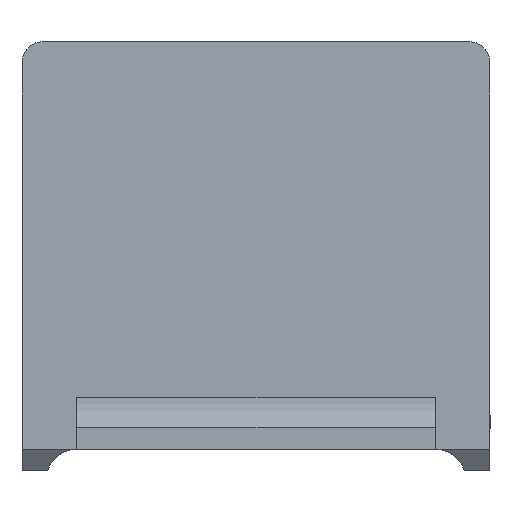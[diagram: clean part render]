
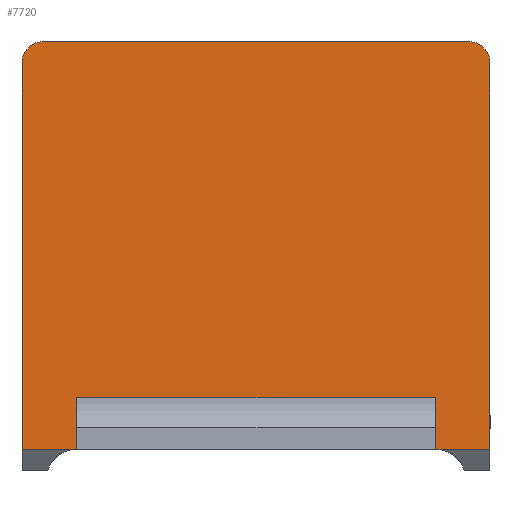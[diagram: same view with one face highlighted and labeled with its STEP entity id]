
A CAD part, left-side view. The second image highlights one B-rep face of the part: STEP entity #7720.
In plain terms, the highlighted planar face has unit normal (-1, 0, 0).
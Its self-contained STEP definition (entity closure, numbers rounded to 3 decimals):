
#281=AXIS2_PLACEMENT_3D('Circle Axis2P3D',#279,#280,$) ;
#993=AXIS2_PLACEMENT_3D('Circle Axis2P3D',#991,#992,$) ;
#1307=AXIS2_PLACEMENT_3D('Circle Axis2P3D',#1305,#1306,$) ;
#1996=AXIS2_PLACEMENT_3D('Circle Axis2P3D',#1994,#1995,$) ;
#7704=AXIS2_PLACEMENT_3D('Plane Axis2P3D',#7701,#7702,#7703) ;
#54=CARTESIAN_POINT('Line Origine',(1.05,11.,3.4)) ;
#58=CARTESIAN_POINT('Vertex',(1.05,19.425,3.4)) ;
#60=CARTESIAN_POINT('Vertex',(1.05,2.575,3.4)) ;
#100=CARTESIAN_POINT('Vertex',(1.05,19.425,1.)) ;
#115=CARTESIAN_POINT('Line Origine',(1.05,19.425,2.2)) ;
#157=CARTESIAN_POINT('Line Origine',(1.05,2.575,2.2)) ;
#161=CARTESIAN_POINT('Vertex',(1.05,2.575,0.999)) ;
#276=CARTESIAN_POINT('Vertex',(1.05,2.34,0.975)) ;
#279=CARTESIAN_POINT('Axis2P3D Location',(1.05,2.614,-0.5)) ;
#358=CARTESIAN_POINT('Vertex',(1.05,0.,0.975)) ;
#361=CARTESIAN_POINT('Line Origine',(1.05,1.17,0.975)) ;
#398=CARTESIAN_POINT('Vertex',(1.05,0.,19.15)) ;
#401=CARTESIAN_POINT('Line Origine',(1.05,0.,10.062)) ;
#988=CARTESIAN_POINT('Vertex',(1.05,1.,20.15)) ;
#991=CARTESIAN_POINT('Axis2P3D Location',(1.05,1.,19.15)) ;
#1019=CARTESIAN_POINT('Vertex',(1.05,21.,20.15)) ;
#1022=CARTESIAN_POINT('Line Origine',(1.05,11.,20.15)) ;
#1302=CARTESIAN_POINT('Vertex',(1.05,22.,19.15)) ;
#1305=CARTESIAN_POINT('Axis2P3D Location',(1.05,21.,19.15)) ;
#1335=CARTESIAN_POINT('Vertex',(1.05,22.,0.975)) ;
#1338=CARTESIAN_POINT('Line Origine',(1.05,22.,10.062)) ;
#1916=CARTESIAN_POINT('Line Origine',(1.05,20.83,0.975)) ;
#1920=CARTESIAN_POINT('Vertex',(1.05,19.66,0.975)) ;
#1994=CARTESIAN_POINT('Axis2P3D Location',(1.05,19.386,-0.5)) ;
#7701=CARTESIAN_POINT('Axis2P3D Location',(1.05,11.,0.)) ;
#55=DIRECTION('Vector Direction',(0.,-1.,0.)) ;
#116=DIRECTION('Vector Direction',(0.,0.,-1.)) ;
#158=DIRECTION('Vector Direction',(0.,0.,-1.)) ;
#280=DIRECTION('Axis2P3D Direction',(-1.,0.,0.)) ;
#362=DIRECTION('Vector Direction',(0.,1.,0.)) ;
#402=DIRECTION('Vector Direction',(0.,0.,1.)) ;
#992=DIRECTION('Axis2P3D Direction',(-1.,0.,0.)) ;
#1023=DIRECTION('Vector Direction',(0.,1.,0.)) ;
#1306=DIRECTION('Axis2P3D Direction',(-1.,0.,0.)) ;
#1339=DIRECTION('Vector Direction',(0.,0.,-1.)) ;
#1917=DIRECTION('Vector Direction',(0.,1.,0.)) ;
#1995=DIRECTION('Axis2P3D Direction',(-1.,0.,0.)) ;
#7702=DIRECTION('Axis2P3D Direction',(-1.,0.,0.)) ;
#7703=DIRECTION('Axis2P3D XDirection',(0.,-1.,0.)) ;
#56=VECTOR('Line Direction',#55,1.) ;
#117=VECTOR('Line Direction',#116,1.) ;
#159=VECTOR('Line Direction',#158,1.) ;
#363=VECTOR('Line Direction',#362,1.) ;
#403=VECTOR('Line Direction',#402,1.) ;
#1024=VECTOR('Line Direction',#1023,1.) ;
#1340=VECTOR('Line Direction',#1339,1.) ;
#1918=VECTOR('Line Direction',#1917,1.) ;
#7707=ORIENTED_EDGE('',*,*,#62,.T.) ;
#7708=ORIENTED_EDGE('',*,*,#163,.F.) ;
#7709=ORIENTED_EDGE('',*,*,#283,.T.) ;
#7710=ORIENTED_EDGE('',*,*,#365,.F.) ;
#7711=ORIENTED_EDGE('',*,*,#405,.T.) ;
#7712=ORIENTED_EDGE('',*,*,#995,.T.) ;
#7713=ORIENTED_EDGE('',*,*,#1026,.T.) ;
#7714=ORIENTED_EDGE('',*,*,#1309,.T.) ;
#7715=ORIENTED_EDGE('',*,*,#1342,.T.) ;
#7716=ORIENTED_EDGE('',*,*,#1922,.F.) ;
#7717=ORIENTED_EDGE('',*,*,#1998,.T.) ;
#7718=ORIENTED_EDGE('',*,*,#119,.T.) ;
#7720=ADVANCED_FACE('V1',(#7719),#7705,.T.) ;
#282=CIRCLE('generated circle',#281,1.5) ;
#994=CIRCLE('generated circle',#993,1.) ;
#1308=CIRCLE('generated circle',#1307,1.) ;
#1997=CIRCLE('generated circle',#1996,1.5) ;
#62=EDGE_CURVE('',#59,#61,#57,.T.) ;
#119=EDGE_CURVE('',#101,#59,#118,.F.) ;
#163=EDGE_CURVE('',#162,#61,#160,.F.) ;
#283=EDGE_CURVE('',#162,#277,#282,.F.) ;
#365=EDGE_CURVE('',#359,#277,#364,.T.) ;
#405=EDGE_CURVE('',#359,#399,#404,.T.) ;
#995=EDGE_CURVE('',#399,#989,#994,.T.) ;
#1026=EDGE_CURVE('',#989,#1020,#1025,.T.) ;
#1309=EDGE_CURVE('',#1020,#1303,#1308,.T.) ;
#1342=EDGE_CURVE('',#1303,#1336,#1341,.T.) ;
#1922=EDGE_CURVE('',#1921,#1336,#1919,.T.) ;
#1998=EDGE_CURVE('',#1921,#101,#1997,.F.) ;
#7706=EDGE_LOOP('',(#7707,#7708,#7709,#7710,#7711,#7712,#7713,#7714,#7715,#7716,#7717,#7718)) ;
#7719=FACE_OUTER_BOUND('',#7706,.T.) ;
#57=LINE('Line',#54,#56) ;
#118=LINE('Line',#115,#117) ;
#160=LINE('Line',#157,#159) ;
#364=LINE('Line',#361,#363) ;
#404=LINE('Line',#401,#403) ;
#1025=LINE('Line',#1022,#1024) ;
#1341=LINE('Line',#1338,#1340) ;
#1919=LINE('Line',#1916,#1918) ;
#7705=PLANE('',#7704) ;
#59=VERTEX_POINT('',#58) ;
#61=VERTEX_POINT('',#60) ;
#101=VERTEX_POINT('',#100) ;
#162=VERTEX_POINT('',#161) ;
#277=VERTEX_POINT('',#276) ;
#359=VERTEX_POINT('',#358) ;
#399=VERTEX_POINT('',#398) ;
#989=VERTEX_POINT('',#988) ;
#1020=VERTEX_POINT('',#1019) ;
#1303=VERTEX_POINT('',#1302) ;
#1336=VERTEX_POINT('',#1335) ;
#1921=VERTEX_POINT('',#1920) ;
